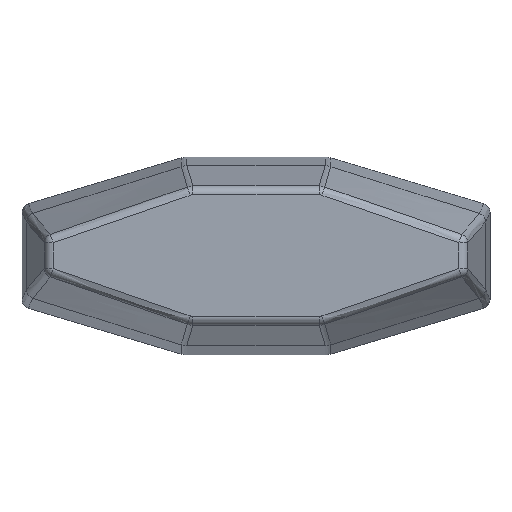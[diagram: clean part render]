
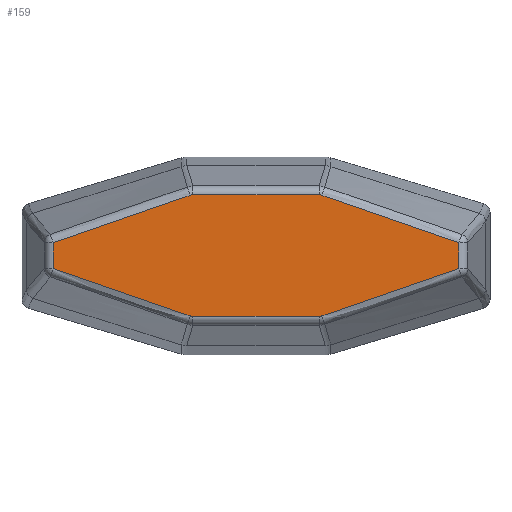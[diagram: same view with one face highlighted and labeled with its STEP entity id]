
A CAD part, top view. The second image highlights one B-rep face of the part: STEP entity #159.
In plain terms, the highlighted planar face has unit normal (0, 0, 1).
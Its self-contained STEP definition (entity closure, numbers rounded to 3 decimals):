
#159 = ADVANCED_FACE( '', ( #334 ), #335, .T. );
#334 = FACE_OUTER_BOUND( '', #985, .T. );
#335 = PLANE( '', #986 );
#985 = EDGE_LOOP( '', ( #1453, #1454, #1455, #1456, #1457, #1458, #1459, #1460, #1461, #1462, #1463, #1464 ) );
#986 = AXIS2_PLACEMENT_3D( '', #1465, #1466, #1467 );
#1453 = ORIENTED_EDGE( '', *, *, #1614, .F. );
#1454 = ORIENTED_EDGE( '', *, *, #1698, .T. );
#1455 = ORIENTED_EDGE( '', *, *, #1625, .T. );
#1456 = ORIENTED_EDGE( '', *, *, #1751, .T. );
#1457 = ORIENTED_EDGE( '', *, *, #1704, .F. );
#1458 = ORIENTED_EDGE( '', *, *, #1752, .T. );
#1459 = ORIENTED_EDGE( '', *, *, #1733, .F. );
#1460 = ORIENTED_EDGE( '', *, *, #1723, .T. );
#1461 = ORIENTED_EDGE( '', *, *, #1753, .T. );
#1462 = ORIENTED_EDGE( '', *, *, #1754, .T. );
#1463 = ORIENTED_EDGE( '', *, *, #1702, .F. );
#1464 = ORIENTED_EDGE( '', *, *, #1603, .T. );
#1465 = CARTESIAN_POINT( '', ( 0., 0., 11.5 ) );
#1466 = DIRECTION( '', ( 0., 0., 1. ) );
#1467 = DIRECTION( '', ( 1., 0., 0. ) );
#1603 = EDGE_CURVE( '', #1797, #1795, #1798, .T. );
#1614 = EDGE_CURVE( '', #1814, #1795, #1816, .T. );
#1625 = EDGE_CURVE( '', #1834, #1830, #1835, .T. );
#1698 = EDGE_CURVE( '', #1814, #1834, #1948, .T. );
#1702 = EDGE_CURVE( '', #1797, #1951, #1953, .T. );
#1704 = EDGE_CURVE( '', #1955, #1956, #1957, .T. );
#1723 = EDGE_CURVE( '', #1984, #1985, #1986, .T. );
#1733 = EDGE_CURVE( '', #1984, #1995, #1998, .T. );
#1751 = EDGE_CURVE( '', #1830, #1956, #2021, .T. );
#1752 = EDGE_CURVE( '', #1955, #1995, #2022, .T. );
#1753 = EDGE_CURVE( '', #1985, #1974, #2023, .T. );
#1754 = EDGE_CURVE( '', #1974, #1951, #2024, .T. );
#1795 = VERTEX_POINT( '', #2086 );
#1797 = VERTEX_POINT( '', #2088 );
#1798 = LINE( '', #2089, #2090 );
#1814 = VERTEX_POINT( '', #2192 );
#1816 = B_SPLINE_CURVE_WITH_KNOTS( '', 3, ( #2194, #2195, #2196, #2197, #2198, #2199, #2200, #2201 ), .UNSPECIFIED., .F., .F., ( 4, 2, 2, 4 ), ( 0., 0., 0., 0. ), .UNSPECIFIED. );
#1830 = VERTEX_POINT( '', #2241 );
#1834 = VERTEX_POINT( '', #2245 );
#1835 = LINE( '', #2246, #2247 );
#1948 = B_SPLINE_CURVE_WITH_KNOTS( '', 3, ( #2647, #2648, #2649, #2650 ), .UNSPECIFIED., .F., .F., ( 4, 4 ), ( 0., 0.008 ), .UNSPECIFIED. );
#1951 = VERTEX_POINT( '', #2656 );
#1953 = B_SPLINE_CURVE_WITH_KNOTS( '', 3, ( #2658, #2659, #2660, #2661, #2662, #2663, #2664, #2665, #2666, #2667 ), .UNSPECIFIED., .F., .F., ( 4, 2, 2, 2, 4 ), ( 0., 0., 0., 0., 0. ), .UNSPECIFIED. );
#1955 = VERTEX_POINT( '', #2669 );
#1956 = VERTEX_POINT( '', #2670 );
#1957 = B_SPLINE_CURVE_WITH_KNOTS( '', 3, ( #2671, #2672, #2673, #2674, #2675, #2676, #2677, #2678 ), .UNSPECIFIED., .F., .F., ( 4, 2, 2, 4 ), ( 0., 0., 0., 0. ), .UNSPECIFIED. );
#1974 = VERTEX_POINT( '', #2724 );
#1984 = VERTEX_POINT( '', #2750 );
#1985 = VERTEX_POINT( '', #2751 );
#1986 = B_SPLINE_CURVE_WITH_KNOTS( '', 3, ( #2752, #2753, #2754, #2755 ), .UNSPECIFIED., .F., .F., ( 4, 4 ), ( 0., 0.008 ), .UNSPECIFIED. );
#1995 = VERTEX_POINT( '', #2784 );
#1998 = B_SPLINE_CURVE_WITH_KNOTS( '', 3, ( #2796, #2797, #2798, #2799, #2800, #2801, #2802, #2803 ), .UNSPECIFIED., .F., .F., ( 4, 2, 2, 4 ), ( 0., 0., 0., 0. ), .UNSPECIFIED. );
#2021 = B_SPLINE_CURVE_WITH_KNOTS( '', 3, ( #2872, #2873, #2874, #2875 ), .UNSPECIFIED., .F., .F., ( 4, 4 ), ( 0., 0.008 ), .UNSPECIFIED. );
#2022 = LINE( '', #2876, #2877 );
#2023 = LINE( '', #2878, #2879 );
#2024 = B_SPLINE_CURVE_WITH_KNOTS( '', 3, ( #2880, #2881, #2882, #2883 ), .UNSPECIFIED., .F., .F., ( 4, 4 ), ( 0., 0.008 ), .UNSPECIFIED. );
#2086 = CARTESIAN_POINT( '', ( -3.505, 3.376, 11.5 ) );
#2088 = CARTESIAN_POINT( '', ( 3.505, 3.376, 11.5 ) );
#2089 = CARTESIAN_POINT( '', ( 0., 3.376, 11.5 ) );
#2090 = VECTOR( '', #3016, 1000. );
#2192 = CARTESIAN_POINT( '', ( -3.666, 3.349, 11.5 ) );
#2194 = CARTESIAN_POINT( '', ( -3.666, 3.349, 11.5 ) );
#2195 = CARTESIAN_POINT( '', ( -3.653, 3.354, 11.5 ) );
#2196 = CARTESIAN_POINT( '', ( -3.64, 3.358, 11.5 ) );
#2197 = CARTESIAN_POINT( '', ( -3.613, 3.365, 11.5 ) );
#2198 = CARTESIAN_POINT( '', ( -3.6, 3.367, 11.5 ) );
#2199 = CARTESIAN_POINT( '', ( -3.559, 3.374, 11.5 ) );
#2200 = CARTESIAN_POINT( '', ( -3.532, 3.376, 11.5 ) );
#2201 = CARTESIAN_POINT( '', ( -3.505, 3.376, 11.5 ) );
#2241 = CARTESIAN_POINT( '', ( -11.268, -0.721, 11.5 ) );
#2245 = CARTESIAN_POINT( '', ( -11.268, 0.721, 11.5 ) );
#2246 = CARTESIAN_POINT( '', ( -11.268, 0., 11.5 ) );
#2247 = VECTOR( '', #3034, 1000. );
#2647 = CARTESIAN_POINT( '', ( -3.666, 3.349, 11.5 ) );
#2648 = CARTESIAN_POINT( '', ( -6.2, 2.473, 11.5 ) );
#2649 = CARTESIAN_POINT( '', ( -8.734, 1.597, 11.5 ) );
#2650 = CARTESIAN_POINT( '', ( -11.268, 0.721, 11.5 ) );
#2656 = CARTESIAN_POINT( '', ( 3.666, 3.349, 11.5 ) );
#2658 = CARTESIAN_POINT( '', ( 3.505, 3.376, 11.5 ) );
#2659 = CARTESIAN_POINT( '', ( 3.511, 3.376, 11.5 ) );
#2660 = CARTESIAN_POINT( '', ( 3.518, 3.376, 11.5 ) );
#2661 = CARTESIAN_POINT( '', ( 3.532, 3.376, 11.5 ) );
#2662 = CARTESIAN_POINT( '', ( 3.539, 3.375, 11.5 ) );
#2663 = CARTESIAN_POINT( '', ( 3.559, 3.374, 11.5 ) );
#2664 = CARTESIAN_POINT( '', ( 3.573, 3.372, 11.5 ) );
#2665 = CARTESIAN_POINT( '', ( 3.613, 3.365, 11.5 ) );
#2666 = CARTESIAN_POINT( '', ( 3.64, 3.358, 11.5 ) );
#2667 = CARTESIAN_POINT( '', ( 3.666, 3.349, 11.5 ) );
#2669 = CARTESIAN_POINT( '', ( -3.505, -3.376, 11.5 ) );
#2670 = CARTESIAN_POINT( '', ( -3.666, -3.349, 11.5 ) );
#2671 = CARTESIAN_POINT( '', ( -3.505, -3.376, 11.5 ) );
#2672 = CARTESIAN_POINT( '', ( -3.518, -3.376, 11.5 ) );
#2673 = CARTESIAN_POINT( '', ( -3.532, -3.376, 11.5 ) );
#2674 = CARTESIAN_POINT( '', ( -3.559, -3.374, 11.5 ) );
#2675 = CARTESIAN_POINT( '', ( -3.573, -3.372, 11.5 ) );
#2676 = CARTESIAN_POINT( '', ( -3.613, -3.365, 11.5 ) );
#2677 = CARTESIAN_POINT( '', ( -3.64, -3.358, 11.5 ) );
#2678 = CARTESIAN_POINT( '', ( -3.666, -3.349, 11.5 ) );
#2724 = CARTESIAN_POINT( '', ( 11.268, 0.721, 11.5 ) );
#2750 = CARTESIAN_POINT( '', ( 3.666, -3.349, 11.5 ) );
#2751 = CARTESIAN_POINT( '', ( 11.268, -0.721, 11.5 ) );
#2752 = CARTESIAN_POINT( '', ( 3.666, -3.349, 11.5 ) );
#2753 = CARTESIAN_POINT( '', ( 6.2, -2.473, 11.5 ) );
#2754 = CARTESIAN_POINT( '', ( 8.734, -1.597, 11.5 ) );
#2755 = CARTESIAN_POINT( '', ( 11.268, -0.721, 11.5 ) );
#2784 = CARTESIAN_POINT( '', ( 3.505, -3.376, 11.5 ) );
#2796 = CARTESIAN_POINT( '', ( 3.666, -3.349, 11.5 ) );
#2797 = CARTESIAN_POINT( '', ( 3.653, -3.354, 11.5 ) );
#2798 = CARTESIAN_POINT( '', ( 3.64, -3.358, 11.5 ) );
#2799 = CARTESIAN_POINT( '', ( 3.613, -3.365, 11.5 ) );
#2800 = CARTESIAN_POINT( '', ( 3.6, -3.367, 11.5 ) );
#2801 = CARTESIAN_POINT( '', ( 3.559, -3.374, 11.5 ) );
#2802 = CARTESIAN_POINT( '', ( 3.532, -3.376, 11.5 ) );
#2803 = CARTESIAN_POINT( '', ( 3.505, -3.376, 11.5 ) );
#2872 = CARTESIAN_POINT( '', ( -11.268, -0.721, 11.5 ) );
#2873 = CARTESIAN_POINT( '', ( -8.734, -1.597, 11.5 ) );
#2874 = CARTESIAN_POINT( '', ( -6.2, -2.473, 11.5 ) );
#2875 = CARTESIAN_POINT( '', ( -3.666, -3.349, 11.5 ) );
#2876 = CARTESIAN_POINT( '', ( 0., -3.376, 11.5 ) );
#2877 = VECTOR( '', #3106, 1000. );
#2878 = CARTESIAN_POINT( '', ( 11.268, 0., 11.5 ) );
#2879 = VECTOR( '', #3107, 1000. );
#2880 = CARTESIAN_POINT( '', ( 11.268, 0.721, 11.5 ) );
#2881 = CARTESIAN_POINT( '', ( 8.734, 1.597, 11.5 ) );
#2882 = CARTESIAN_POINT( '', ( 6.2, 2.473, 11.5 ) );
#2883 = CARTESIAN_POINT( '', ( 3.666, 3.349, 11.5 ) );
#3016 = DIRECTION( '', ( -1., 0., 0. ) );
#3034 = DIRECTION( '', ( 0., -1., 0. ) );
#3106 = DIRECTION( '', ( 1., 0., 0. ) );
#3107 = DIRECTION( '', ( 0., 1., 0. ) );
